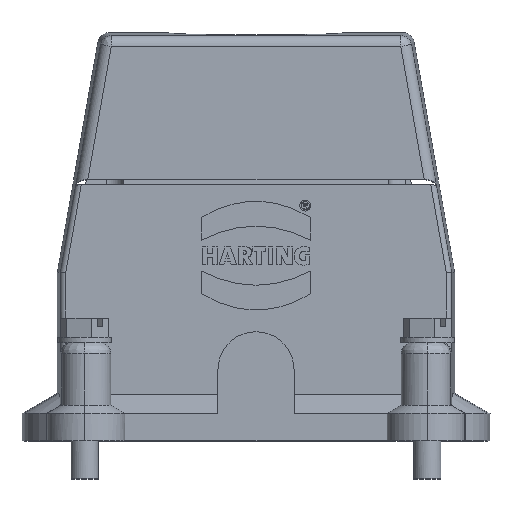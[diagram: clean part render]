
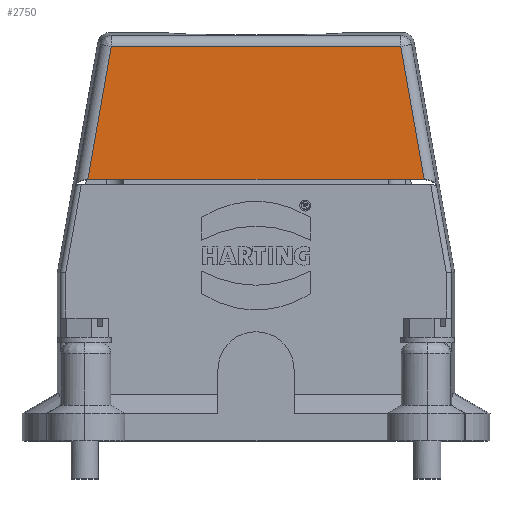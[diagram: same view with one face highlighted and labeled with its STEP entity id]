
A CAD part, top view. The second image highlights one B-rep face of the part: STEP entity #2750.
In plain terms, the highlighted planar face has unit normal (0, 0, 1).
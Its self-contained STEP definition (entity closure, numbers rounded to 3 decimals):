
#2750=ADVANCED_FACE('',(#3412),#3111,.T.);
#3111=PLANE('',#9964);
#3412=FACE_OUTER_BOUND('',#3802,.T.);
#3802=EDGE_LOOP('',(#4865,#4866,#4867,#4868));
#4865=ORIENTED_EDGE('',*,*,#7395,.T.);
#4866=ORIENTED_EDGE('',*,*,#7396,.T.);
#4867=ORIENTED_EDGE('',*,*,#7397,.T.);
#4868=ORIENTED_EDGE('',*,*,#7398,.T.);
#6553=VERTEX_POINT('',#14380);
#6554=VERTEX_POINT('',#14381);
#6555=VERTEX_POINT('',#14383);
#6556=VERTEX_POINT('',#14385);
#7395=EDGE_CURVE('',#6553,#6554,#8325,.T.);
#7396=EDGE_CURVE('',#6554,#6555,#8326,.T.);
#7397=EDGE_CURVE('',#6555,#6556,#8327,.T.);
#7398=EDGE_CURVE('',#6556,#6553,#8328,.T.);
#8325=LINE('',#14379,#9052);
#8326=LINE('',#14382,#9053);
#8327=LINE('',#14384,#9054);
#8328=LINE('',#14386,#9055);
#9052=VECTOR('',#11110,1.);
#9053=VECTOR('',#11111,1.);
#9054=VECTOR('',#11112,1.);
#9055=VECTOR('',#11113,1.);
#9964=AXIS2_PLACEMENT_3D('',#14387,#11114,#11115);
#11110=DIRECTION('',(-1.,0.,0.));
#11111=DIRECTION('',(-0.174,-0.985,0.));
#11112=DIRECTION('',(1.,0.,0.));
#11113=DIRECTION('',(-0.174,0.985,0.));
#11114=DIRECTION('',(0.,0.,1.));
#11115=DIRECTION('',(1.,0.,0.));
#14379=CARTESIAN_POINT('',(26.601,61.249,23.));
#14380=CARTESIAN_POINT('',(26.601,61.249,23.));
#14381=CARTESIAN_POINT('',(-26.601,61.249,23.));
#14382=CARTESIAN_POINT('',(-26.601,61.249,23.));
#14383=CARTESIAN_POINT('',(-30.913,36.8,23.));
#14384=CARTESIAN_POINT('',(-30.913,36.8,23.));
#14385=CARTESIAN_POINT('',(30.913,36.8,23.));
#14386=CARTESIAN_POINT('',(30.913,36.8,23.));
#14387=CARTESIAN_POINT('',(-39.487,31.625,23.));
